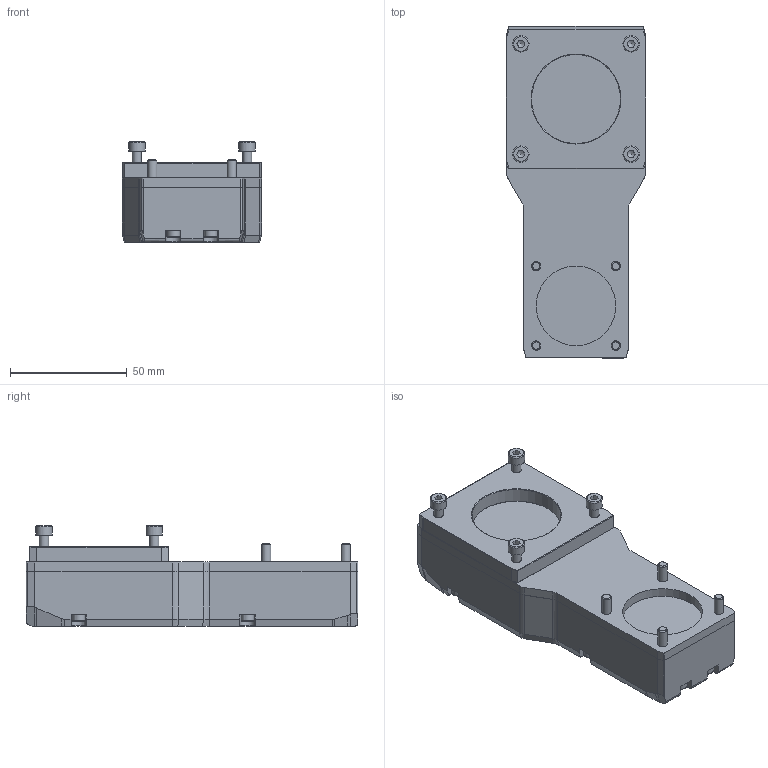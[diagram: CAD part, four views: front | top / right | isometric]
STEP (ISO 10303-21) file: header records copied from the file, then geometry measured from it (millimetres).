
FILE_DESCRIPTION(/* description */ (''),/* implementation_level */ '2;1');
FILE_NAME(/* name */ 'MSD MG 45 T2 v1.stp',/* time_stamp */ '2022-03-15T10:04:57+01:00',/* author */ ('Hypex'),/* organization */ ('Hypex'),/* preprocessor_version */ 'ST-DEVELOPER v18',/* originating_system */ 'Autodesk Inventor 2020',/* authorisation */ '');
FILE_SCHEMA (('AUTOMOTIVE_DESIGN { 1 0 10303 214 3 1 1 }'));
Length unit declared in the file: millimetre
Products named in the file (1): MSD MG 45 T2 v1
Bounding box: 59.5 x 142 x 43 mm (x, y, z)
Volume: 213353.8 mm3; surface area: 30617.7 mm2
Topology: 1 solids, 1 shells, 908 faces, 2562 edges, 1680 vertices
Faces by surface type: plane 759, cylinder 68, cone 58, torus 15, bspline 8
Full cylindrical faces by diameter (mm): 4 x8, 4.917 x4, 5.5 x7, 6.5 x1, 7 x4, 34.1 x1, 38.1 x1
Entity records: 29717 total; most frequent: CARTESIAN_POINT 5338, ORIENTED_EDGE 5070, DIRECTION 4549, EDGE_CURVE 2535, LINE 2161, VECTOR 2161, VERTEX_POINT 1680, AXIS2_PLACEMENT_3D 1194
